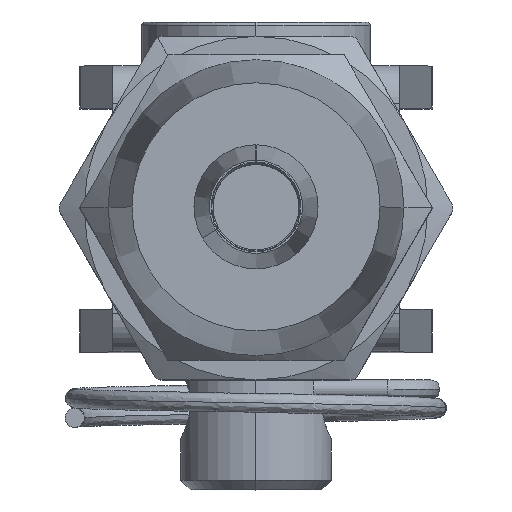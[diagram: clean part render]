
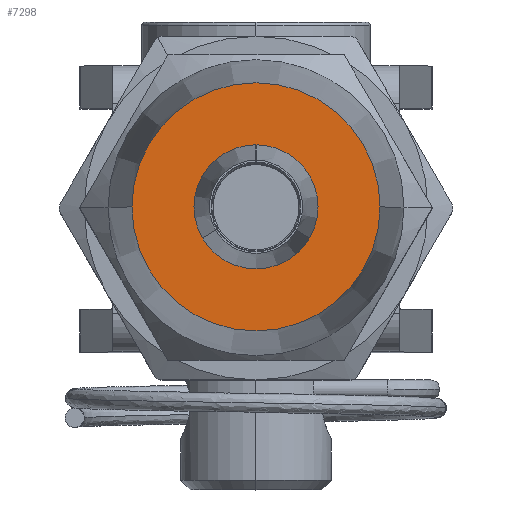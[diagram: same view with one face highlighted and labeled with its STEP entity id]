
A CAD part, top view. The second image highlights one B-rep face of the part: STEP entity #7298.
In plain terms, the highlighted planar face has unit normal (0, 0, 1).
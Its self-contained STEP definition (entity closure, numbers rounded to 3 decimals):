
#176 = CARTESIAN_POINT ( 'NONE',  ( -6.5, 0., 39. ) ) ;
#677 = VERTEX_POINT ( 'NONE', #21033 ) ;
#890 = DIRECTION ( 'NONE',  ( 0., 0., -1. ) ) ;
#3306 = FACE_BOUND ( 'NONE', #23990, .T. ) ;
#3754 = DIRECTION ( 'NONE',  ( -1., 0., 0. ) ) ;
#3766 = CARTESIAN_POINT ( 'NONE',  ( 0., 0., 39. ) ) ;
#4141 = CARTESIAN_POINT ( 'NONE',  ( 0., 0., 39. ) ) ;
#4601 = EDGE_CURVE ( 'NONE', #17711, #22086, #9494, .T. ) ;
#5804 = EDGE_CURVE ( 'NONE', #22086, #17711, #6562, .T. ) ;
#6278 = EDGE_CURVE ( 'NONE', #21007, #677, #23113, .T. ) ;
#6562 = CIRCLE ( 'NONE', #22503, 3.25 ) ;
#7298 = ADVANCED_FACE ( 'NONE', ( #20448, #3306 ), #20173, .F. ) ;
#7704 = DIRECTION ( 'NONE',  ( 0., 0., -1. ) ) ;
#7705 = ORIENTED_EDGE ( 'NONE', *, *, #5804, .T. ) ;
#8462 = CIRCLE ( 'NONE', #11814, 6.5 ) ;
#9059 = DIRECTION ( 'NONE',  ( -1., 0., 0. ) ) ;
#9494 = CIRCLE ( 'NONE', #13303, 3.25 ) ;
#10180 = ORIENTED_EDGE ( 'NONE', *, *, #23077, .F. ) ;
#10450 = ORIENTED_EDGE ( 'NONE', *, *, #6278, .F. ) ;
#11814 = AXIS2_PLACEMENT_3D ( 'NONE', #20999, #890, #22787 ) ;
#11938 = AXIS2_PLACEMENT_3D ( 'NONE', #4141, #7704, #20755 ) ;
#13303 = AXIS2_PLACEMENT_3D ( 'NONE', #3766, #22192, #20393 ) ;
#15171 = DIRECTION ( 'NONE',  ( 0., 0., -1. ) ) ;
#16084 = ORIENTED_EDGE ( 'NONE', *, *, #4601, .T. ) ;
#16682 = EDGE_LOOP ( 'NONE', ( #10450, #10180 ) ) ;
#17711 = VERTEX_POINT ( 'NONE', #20005 ) ;
#18812 = AXIS2_PLACEMENT_3D ( 'NONE', #21805, #23596, #9059 ) ;
#20005 = CARTESIAN_POINT ( 'NONE',  ( 3.25, 0., 39. ) ) ;
#20173 = PLANE ( 'NONE',  #18812 ) ;
#20393 = DIRECTION ( 'NONE',  ( -1., 0., 0. ) ) ;
#20448 = FACE_OUTER_BOUND ( 'NONE', #16682, .T. ) ;
#20462 = CARTESIAN_POINT ( 'NONE',  ( 0., 0., 39. ) ) ;
#20755 = DIRECTION ( 'NONE',  ( -1., 0., 0. ) ) ;
#20999 = CARTESIAN_POINT ( 'NONE',  ( 0., 0., 39. ) ) ;
#21007 = VERTEX_POINT ( 'NONE', #176 ) ;
#21033 = CARTESIAN_POINT ( 'NONE',  ( 6.5, 0., 39. ) ) ;
#21525 = CARTESIAN_POINT ( 'NONE',  ( -3.25, 0., 39. ) ) ;
#21805 = CARTESIAN_POINT ( 'NONE',  ( 6.5, 0., 39. ) ) ;
#22086 = VERTEX_POINT ( 'NONE', #21525 ) ;
#22192 = DIRECTION ( 'NONE',  ( 0., 0., -1. ) ) ;
#22503 = AXIS2_PLACEMENT_3D ( 'NONE', #20462, #15171, #3754 ) ;
#22787 = DIRECTION ( 'NONE',  ( -1., 0., 0. ) ) ;
#23077 = EDGE_CURVE ( 'NONE', #677, #21007, #8462, .T. ) ;
#23113 = CIRCLE ( 'NONE', #11938, 6.5 ) ;
#23596 = DIRECTION ( 'NONE',  ( 0., 0., -1. ) ) ;
#23990 = EDGE_LOOP ( 'NONE', ( #7705, #16084 ) ) ;
